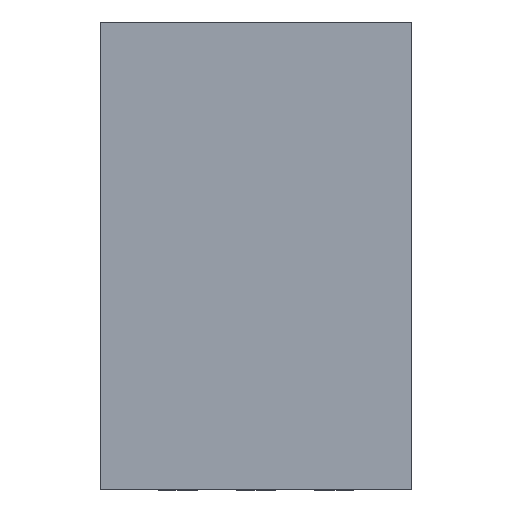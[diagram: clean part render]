
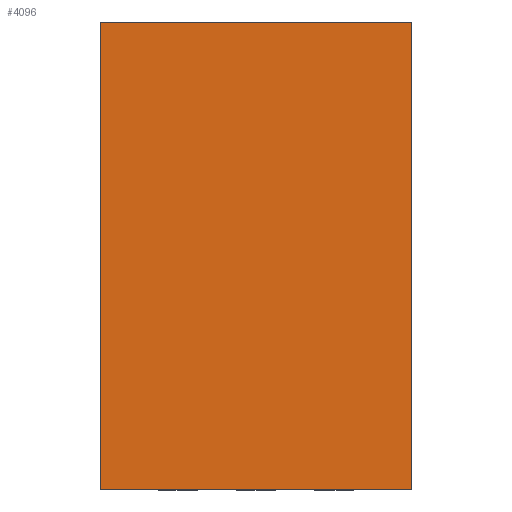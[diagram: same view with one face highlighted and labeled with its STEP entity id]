
A CAD part, top view. The second image highlights one B-rep face of the part: STEP entity #4096.
In plain terms, the highlighted face is planar.
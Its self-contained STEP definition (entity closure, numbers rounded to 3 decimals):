
#3167=DIRECTION('',(0.,0.,1.));
#3168=VECTOR('',#3167,3.);
#3169=CARTESIAN_POINT('',(-1.,0.975,-1.5));
#3170=LINE('',#3169,#3168);
#3174=DIRECTION('',(-1.,0.,0.));
#3175=VECTOR('',#3174,2.);
#3176=CARTESIAN_POINT('',(1.,0.975,-1.5));
#3177=LINE('',#3176,#3175);
#3181=DIRECTION('',(0.,0.,-1.));
#3182=VECTOR('',#3181,3.);
#3183=CARTESIAN_POINT('',(1.,0.975,1.5));
#3184=LINE('',#3183,#3182);
#3188=DIRECTION('',(1.,0.,0.));
#3189=VECTOR('',#3188,2.);
#3190=CARTESIAN_POINT('',(-1.,0.975,1.5));
#3191=LINE('',#3190,#3189);
#3625=CARTESIAN_POINT('',(-1.,0.975,-1.5));
#3626=CARTESIAN_POINT('',(-1.,0.975,1.5));
#3627=VERTEX_POINT('',#3625);
#3628=VERTEX_POINT('',#3626);
#3629=CARTESIAN_POINT('',(1.,0.975,1.5));
#3630=VERTEX_POINT('',#3629);
#3631=CARTESIAN_POINT('',(1.,0.975,-1.5));
#3632=VERTEX_POINT('',#3631);
#4085=CARTESIAN_POINT('',(0.,0.975,0.));
#4086=DIRECTION('',(0.,1.,0.));
#4087=DIRECTION('',(1.,0.,0.));
#4088=AXIS2_PLACEMENT_3D('',#4085,#4086,#4087);
#4089=PLANE('',#4088);
#4090=ORIENTED_EDGE('',*,*,#3953,.F.);
#4091=ORIENTED_EDGE('',*,*,#3996,.F.);
#4092=ORIENTED_EDGE('',*,*,#4017,.F.);
#4093=ORIENTED_EDGE('',*,*,#4058,.F.);
#4094=EDGE_LOOP('',(#4090,#4091,#4092,#4093));
#4095=FACE_OUTER_BOUND('',#4094,.F.);
#4096=ADVANCED_FACE('',(#4095),#4089,.T.);
#3953=EDGE_CURVE('',#3627,#3628,#3170,.T.);
#3996=EDGE_CURVE('',#3632,#3627,#3177,.T.);
#4017=EDGE_CURVE('',#3630,#3632,#3184,.T.);
#4058=EDGE_CURVE('',#3628,#3630,#3191,.T.);
